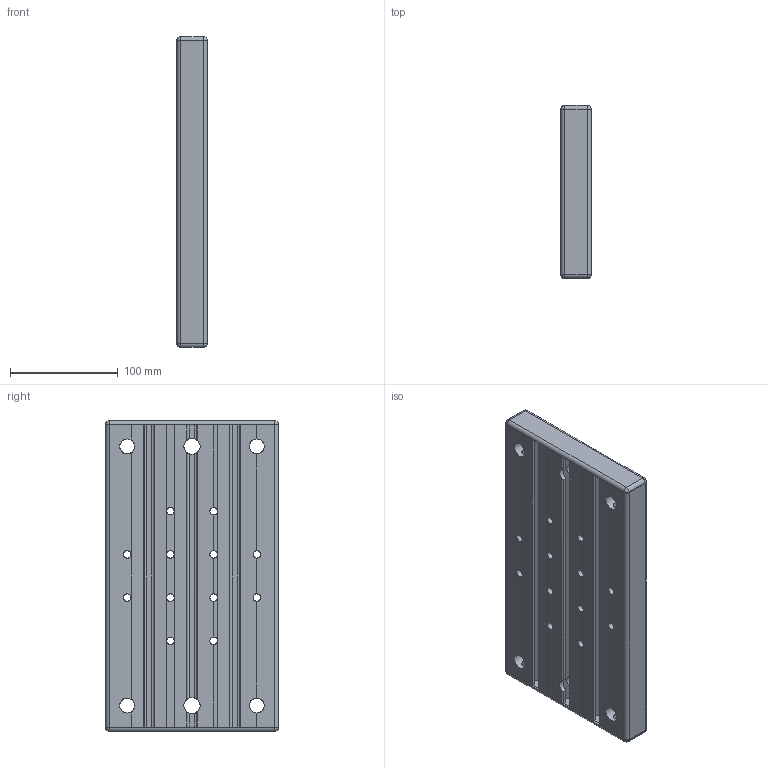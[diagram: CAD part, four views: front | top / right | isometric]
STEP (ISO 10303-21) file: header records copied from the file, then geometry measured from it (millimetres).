
FILE_DESCRIPTION((''),'2;1');
FILE_NAME('SZ0352V_A.stp','2013-08-22T14:54:07',('janine behrens'),(''),'Autodesk Inventor 2012','Autodesk Inventor 2012','');
FILE_SCHEMA(('AUTOMOTIVE_DESIGN { 1 0 10303 214 1 1 1 1 }'));
Length unit declared in the file: millimetre
Products named in the file (3): SZ0352V_A; ME19003521_A; SZ0043S-A
Assembly tree (3 placements, depth 2):
  SZ0352V_A
    ME19003521_A
    SZ0043S-A  x2
Bounding box: 28 x 160 x 288 mm (x, y, z)
Volume: 851045.2 mm3; surface area: 266878.2 mm2
Topology: 3 solids, 3 shells, 471 faces, 1343 edges, 858 vertices
Faces by surface type: cylinder 257, plane 156, cone 28, bspline 22, sphere 8
Full cylindrical faces by diameter (mm): 4 x4, 4.5 x14, 6.4 x14, 6.8 x25, 6.9 x14, 7 x12, 10 x14, 13.835 x4, 15 x2
Entity records: 14766 total; most frequent: CARTESIAN_POINT 5333, DIRECTION 1905, ORIENTED_EDGE 1900, EDGE_CURVE 950, AXIS2_PLACEMENT_3D 738, VERTEX_POINT 669, EDGE_LOOP 541, VECTOR 429
